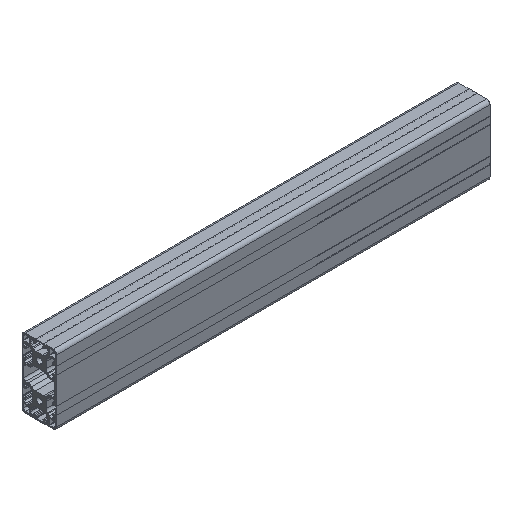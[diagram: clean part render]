
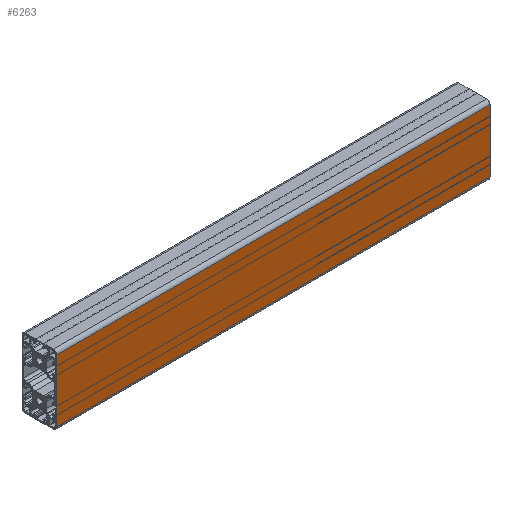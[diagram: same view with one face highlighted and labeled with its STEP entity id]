
A CAD part, isometric view. The second image highlights one B-rep face of the part: STEP entity #6263.
In plain terms, the highlighted planar face has unit normal (0, -1, 0).
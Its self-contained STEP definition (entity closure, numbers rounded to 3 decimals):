
#33 = VECTOR ( 'NONE', #6901, 1000. ) ;
#87 = DIRECTION ( 'NONE',  ( 0., 1., 0. ) ) ;
#377 = DIRECTION ( 'NONE',  ( 1., 0., 0. ) ) ;
#398 = VERTEX_POINT ( 'NONE', #6162 ) ;
#607 = VERTEX_POINT ( 'NONE', #5789 ) ;
#764 = EDGE_LOOP ( 'NONE', ( #5380, #7051, #2755, #1087 ) ) ;
#969 = LINE ( 'NONE', #5270, #9058 ) ;
#1087 = ORIENTED_EDGE ( 'NONE', *, *, #5582, .T. ) ;
#1179 = CARTESIAN_POINT ( 'NONE',  ( 1500., -20., 264. ) ) ;
#2130 = VERTEX_POINT ( 'NONE', #5876 ) ;
#2353 = LINE ( 'NONE', #7342, #7419 ) ;
#2755 = ORIENTED_EDGE ( 'NONE', *, *, #8426, .F. ) ;
#2918 = DIRECTION ( 'NONE',  ( 0., 0., 1. ) ) ;
#3588 = PLANE ( 'NONE',  #6830 ) ;
#4702 = CARTESIAN_POINT ( 'NONE',  ( 1500., -20., 336. ) ) ;
#4751 = VECTOR ( 'NONE', #377, 1000. ) ;
#5065 = DIRECTION ( 'NONE',  ( 1., 0., 0. ) ) ;
#5270 = CARTESIAN_POINT ( 'NONE',  ( 2000., -20., 264. ) ) ;
#5380 = ORIENTED_EDGE ( 'NONE', *, *, #6494, .T. ) ;
#5582 = EDGE_CURVE ( 'NONE', #607, #2130, #2353, .T. ) ;
#5789 = CARTESIAN_POINT ( 'NONE',  ( 1500., -20., 264. ) ) ;
#5823 = CARTESIAN_POINT ( 'NONE',  ( 2000., -20., 336. ) ) ;
#5876 = CARTESIAN_POINT ( 'NONE',  ( 2000., -20., 264. ) ) ;
#6101 = EDGE_CURVE ( 'NONE', #398, #6270, #8160, .T. ) ;
#6162 = CARTESIAN_POINT ( 'NONE',  ( 1500., -20., 336. ) ) ;
#6263 = ADVANCED_FACE ( 'NONE', ( #7310 ), #3588, .F. ) ;
#6270 = VERTEX_POINT ( 'NONE', #5823 ) ;
#6429 = CARTESIAN_POINT ( 'NONE',  ( 1500., -20., 264. ) ) ;
#6494 = EDGE_CURVE ( 'NONE', #2130, #6270, #969, .T. ) ;
#6830 = AXIS2_PLACEMENT_3D ( 'NONE', #6429, #87, #2918 ) ;
#6901 = DIRECTION ( 'NONE',  ( 0., 0., 1. ) ) ;
#7051 = ORIENTED_EDGE ( 'NONE', *, *, #6101, .F. ) ;
#7310 = FACE_OUTER_BOUND ( 'NONE', #764, .T. ) ;
#7342 = CARTESIAN_POINT ( 'NONE',  ( 1500., -20., 264. ) ) ;
#7419 = VECTOR ( 'NONE', #5065, 1000. ) ;
#7561 = LINE ( 'NONE', #1179, #33 ) ;
#8160 = LINE ( 'NONE', #4702, #4751 ) ;
#8426 = EDGE_CURVE ( 'NONE', #607, #398, #7561, .T. ) ;
#8747 = DIRECTION ( 'NONE',  ( 0., 0., 1. ) ) ;
#9058 = VECTOR ( 'NONE', #8747, 1000. ) ;
